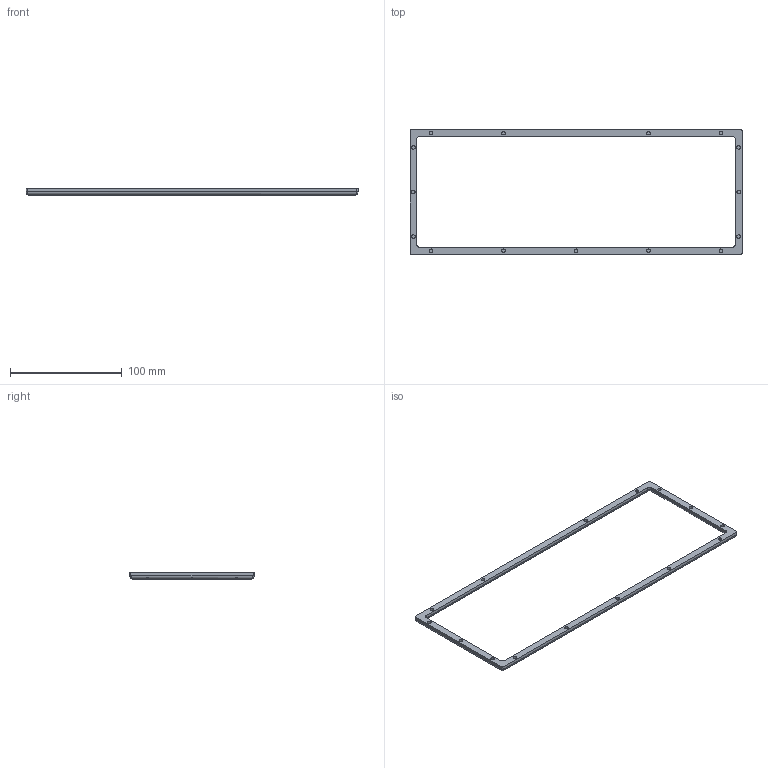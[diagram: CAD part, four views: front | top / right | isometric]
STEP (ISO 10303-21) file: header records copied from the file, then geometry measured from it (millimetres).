
FILE_DESCRIPTION(/* description */ (''),/* implementation_level */ '2;1');
FILE_NAME(/* name */ 'TOP.step',/* time_stamp */ '2022-09-10T15:24:57-04:00',/* author */ (''),/* organization */ (''),/* preprocessor_version */ 'ST-DEVELOPER v19',/* originating_system */ 'Autodesk Translation Framework v11.7.0.108',/* authorisation */ '');
FILE_SCHEMA (('AUTOMOTIVE_DESIGN { 1 0 10303 214 3 1 1 }'));
Length unit declared in the file: millimetre
Products named in the file (2): tst; TOP
Assembly tree (1 placements, depth 2):
  tst
    TOP
Bounding box: 297.75 x 111.44 x 5.7 mm (x, y, z)
Volume: 23630.4 mm3; surface area: 17141.6 mm2
Topology: 1 solids, 1 shells, 59 faces, 117 edges, 66 vertices
Faces by surface type: cylinder 25, plane 24, bspline 10
Full cylindrical faces by diameter (mm): 3.2 x15
Entity records: 1938 total; most frequent: CARTESIAN_POINT 719, DIRECTION 255, ORIENTED_EDGE 218, EDGE_CURVE 109, AXIS2_PLACEMENT_3D 106, EDGE_LOOP 75, VERTEX_POINT 66, FACE_OUTER_BOUND 59
